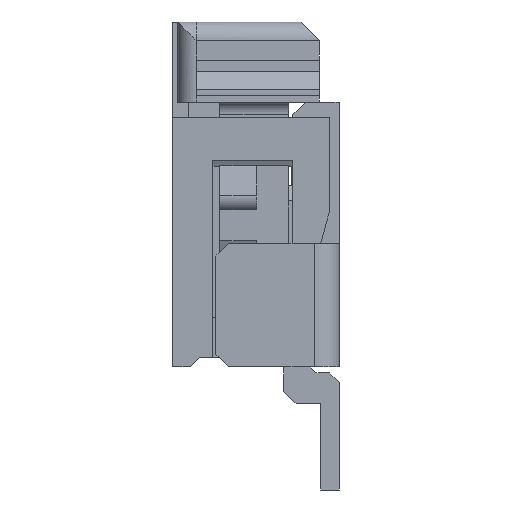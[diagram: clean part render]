
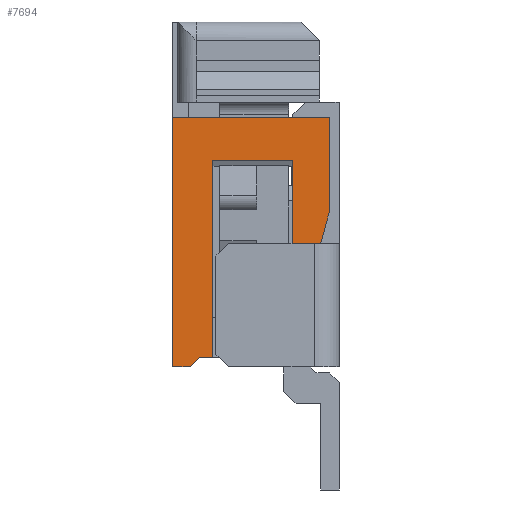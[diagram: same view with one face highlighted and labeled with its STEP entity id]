
A CAD part, left-side view. The second image highlights one B-rep face of the part: STEP entity #7694.
In plain terms, the highlighted planar face has unit normal (-1, 0, 0).
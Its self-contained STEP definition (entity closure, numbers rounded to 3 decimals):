
#1=DIRECTION('',(0.,1.,0.));
#2=VECTOR('',#1,0.22);
#3=CARTESIAN_POINT('',(-6.35,0.7,-2.65));
#4=LINE('',#3,#2);
#5=DIRECTION('',(0.,-0.707,0.707));
#6=VECTOR('',#5,0.212);
#7=CARTESIAN_POINT('',(-6.35,1.07,-2.8));
#8=LINE('',#7,#6);
#9=DIRECTION('',(0.,1.,0.));
#10=VECTOR('',#9,0.28);
#11=CARTESIAN_POINT('',(-6.35,1.07,-2.8));
#12=LINE('',#11,#10);
#13=DIRECTION('',(0.,0.,1.));
#14=VECTOR('',#13,4.05);
#15=CARTESIAN_POINT('',(-6.35,1.35,-2.8));
#16=LINE('',#15,#14);
#17=DIRECTION('',(0.,0.,-1.));
#18=VECTOR('',#17,1.5);
#19=CARTESIAN_POINT('',(-6.35,-1.2,1.25));
#20=LINE('',#19,#18);
#21=DIRECTION('',(0.,-0.263,0.965));
#22=VECTOR('',#21,0.57);
#23=CARTESIAN_POINT('',(-6.35,-1.05,-0.8));
#24=LINE('',#23,#22);
#25=DIRECTION('',(0.,0.,1.));
#26=VECTOR('',#25,2.);
#27=CARTESIAN_POINT('',(-6.35,-1.05,-2.8));
#28=LINE('',#27,#26);
#29=DIRECTION('',(0.,1.,0.));
#30=VECTOR('',#29,0.45);
#31=CARTESIAN_POINT('',(-6.35,-1.05,-2.8));
#32=LINE('',#31,#30);
#33=DIRECTION('',(0.,0.,1.));
#34=VECTOR('',#33,3.35);
#35=CARTESIAN_POINT('',(-6.35,-0.6,-2.8));
#36=LINE('',#35,#34);
#37=DIRECTION('',(0.,1.,0.));
#38=VECTOR('',#37,1.3);
#39=CARTESIAN_POINT('',(-6.35,-0.6,0.55));
#40=LINE('',#39,#38);
#41=DIRECTION('',(0.,0.,1.));
#42=VECTOR('',#41,3.2);
#43=CARTESIAN_POINT('',(-6.35,0.7,-2.65));
#44=LINE('',#43,#42);
#1714=DIRECTION('',(0.,1.,0.));
#1715=VECTOR('',#1714,2.55);
#1716=CARTESIAN_POINT('',(-6.35,-1.2,1.25));
#1717=LINE('',#1716,#1715);
#5801=CARTESIAN_POINT('',(-6.35,1.35,-2.8));
#5803=VERTEX_POINT('',#5801);
#5819=CARTESIAN_POINT('',(-6.35,1.35,1.25));
#5820=VERTEX_POINT('',#5819);
#6007=CARTESIAN_POINT('',(-6.35,-1.05,-2.8));
#6009=VERTEX_POINT('',#6007);
#6035=CARTESIAN_POINT('',(-6.35,-1.2,1.25));
#6037=VERTEX_POINT('',#6035);
#6043=CARTESIAN_POINT('',(-6.35,-1.05,-0.8));
#6044=CARTESIAN_POINT('',(-6.35,-1.2,-0.25));
#6045=VERTEX_POINT('',#6043);
#6046=VERTEX_POINT('',#6044);
#6067=CARTESIAN_POINT('',(-6.35,1.07,-2.8));
#6068=CARTESIAN_POINT('',(-6.35,0.92,-2.65));
#6069=VERTEX_POINT('',#6067);
#6070=VERTEX_POINT('',#6068);
#6075=CARTESIAN_POINT('',(-6.35,0.7,-2.65));
#6076=VERTEX_POINT('',#6075);
#6083=CARTESIAN_POINT('',(-6.35,-0.6,-2.8));
#6084=VERTEX_POINT('',#6083);
#6105=CARTESIAN_POINT('',(-6.35,-0.6,0.55));
#6106=VERTEX_POINT('',#6105);
#6165=CARTESIAN_POINT('',(-6.35,0.7,0.55));
#6166=VERTEX_POINT('',#6165);
#7663=CARTESIAN_POINT('',(-6.35,0.,0.));
#7664=DIRECTION('',(1.,0.,0.));
#7665=DIRECTION('',(0.,0.,-1.));
#7666=AXIS2_PLACEMENT_3D('',#7663,#7664,#7665);
#7667=PLANE('',#7666);
#7669=ORIENTED_EDGE('',*,*,#7668,.T.);
#7671=ORIENTED_EDGE('',*,*,#7670,.F.);
#7673=ORIENTED_EDGE('',*,*,#7672,.T.);
#7675=ORIENTED_EDGE('',*,*,#7674,.T.);
#7677=ORIENTED_EDGE('',*,*,#7676,.F.);
#7679=ORIENTED_EDGE('',*,*,#7678,.T.);
#7681=ORIENTED_EDGE('',*,*,#7680,.F.);
#7683=ORIENTED_EDGE('',*,*,#7682,.F.);
#7685=ORIENTED_EDGE('',*,*,#7684,.T.);
#7687=ORIENTED_EDGE('',*,*,#7686,.T.);
#7689=ORIENTED_EDGE('',*,*,#7688,.T.);
#7691=ORIENTED_EDGE('',*,*,#7690,.F.);
#7692=EDGE_LOOP('',(#7669,#7671,#7673,#7675,#7677,#7679,#7681,#7683,#7685,#7687,
#7689,#7691));
#7693=FACE_OUTER_BOUND('',#7692,.F.);
#7694=ADVANCED_FACE('',(#7693),#7667,.F.);
#7668=EDGE_CURVE('',#6076,#6070,#4,.T.);
#7670=EDGE_CURVE('',#6069,#6070,#8,.T.);
#7672=EDGE_CURVE('',#6069,#5803,#12,.T.);
#7674=EDGE_CURVE('',#5803,#5820,#16,.T.);
#7676=EDGE_CURVE('',#6037,#5820,#1717,.T.);
#7678=EDGE_CURVE('',#6037,#6046,#20,.T.);
#7680=EDGE_CURVE('',#6045,#6046,#24,.T.);
#7682=EDGE_CURVE('',#6009,#6045,#28,.T.);
#7684=EDGE_CURVE('',#6009,#6084,#32,.T.);
#7686=EDGE_CURVE('',#6084,#6106,#36,.T.);
#7688=EDGE_CURVE('',#6106,#6166,#40,.T.);
#7690=EDGE_CURVE('',#6076,#6166,#44,.T.);
